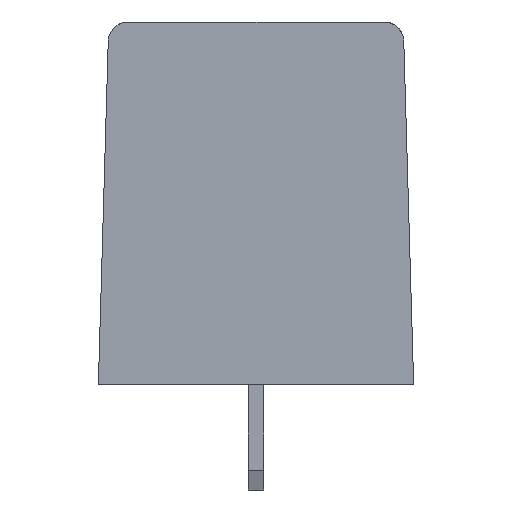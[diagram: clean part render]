
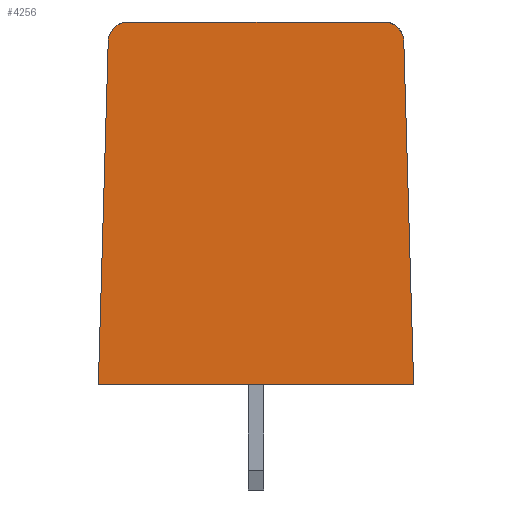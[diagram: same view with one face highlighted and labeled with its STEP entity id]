
A CAD part, left-side view. The second image highlights one B-rep face of the part: STEP entity #4256.
In plain terms, the highlighted planar face has unit normal (-1, 0, 0).
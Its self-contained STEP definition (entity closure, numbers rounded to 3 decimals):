
#4124 = VERTEX_POINT('',#4125);
#4125 = CARTESIAN_POINT('',(-0.625,6.5,18.4));
#4131 = EDGE_CURVE('',#4124,#4132,#4134,.T.);
#4132 = VERTEX_POINT('',#4133);
#4133 = CARTESIAN_POINT('',(-0.625,-6.5,18.4));
#4134 = LINE('',#4135,#4136);
#4135 = CARTESIAN_POINT('',(-0.625,8.,18.4));
#4136 = VECTOR('',#4137,1.);
#4137 = DIRECTION('',(0.,-1.,0.));
#4171 = VERTEX_POINT('',#4172);
#4172 = CARTESIAN_POINT('',(-0.625,7.5,17.429));
#4178 = EDGE_CURVE('',#4171,#4124,#4179,.T.);
#4179 = CIRCLE('',#4180,1.);
#4180 = AXIS2_PLACEMENT_3D('',#4181,#4182,#4183);
#4181 = CARTESIAN_POINT('',(-0.625,6.5,17.4));
#4182 = DIRECTION('',(1.,0.,0.));
#4183 = DIRECTION('',(0.,1.,0.));
#4237 = EDGE_CURVE('',#4132,#4238,#4240,.T.);
#4238 = VERTEX_POINT('',#4239);
#4239 = CARTESIAN_POINT('',(-0.625,-7.5,17.429));
#4240 = CIRCLE('',#4241,1.);
#4241 = AXIS2_PLACEMENT_3D('',#4242,#4243,#4244);
#4242 = CARTESIAN_POINT('',(-0.625,-6.5,17.4));
#4243 = DIRECTION('',(1.,0.,0.));
#4244 = DIRECTION('',(0.,1.,0.));
#4256 = ADVANCED_FACE('',(#4257),#4284,.T.);
#4257 = FACE_BOUND('',#4258,.T.);
#4258 = EDGE_LOOP('',(#4259,#4267,#4275,#4281,#4282,#4283));
#4259 = ORIENTED_EDGE('',*,*,#4260,.F.);
#4260 = EDGE_CURVE('',#4261,#4171,#4263,.T.);
#4261 = VERTEX_POINT('',#4262);
#4262 = CARTESIAN_POINT('',(-0.625,8.,0.));
#4263 = LINE('',#4264,#4265);
#4264 = CARTESIAN_POINT('',(-0.625,7.75,8.714));
#4265 = VECTOR('',#4266,1.);
#4266 = DIRECTION('',(0.,-0.029,1.));
#4267 = ORIENTED_EDGE('',*,*,#4268,.T.);
#4268 = EDGE_CURVE('',#4261,#4269,#4271,.T.);
#4269 = VERTEX_POINT('',#4270);
#4270 = CARTESIAN_POINT('',(-0.625,-8.,0.));
#4271 = LINE('',#4272,#4273);
#4272 = CARTESIAN_POINT('',(-0.625,8.,0.));
#4273 = VECTOR('',#4274,1.);
#4274 = DIRECTION('',(0.,-1.,0.));
#4275 = ORIENTED_EDGE('',*,*,#4276,.F.);
#4276 = EDGE_CURVE('',#4238,#4269,#4277,.T.);
#4277 = LINE('',#4278,#4279);
#4278 = CARTESIAN_POINT('',(-0.625,-7.993,0.229));
#4279 = VECTOR('',#4280,1.);
#4280 = DIRECTION('',(0.,-0.029,-1.));
#4281 = ORIENTED_EDGE('',*,*,#4237,.F.);
#4282 = ORIENTED_EDGE('',*,*,#4131,.F.);
#4283 = ORIENTED_EDGE('',*,*,#4178,.F.);
#4284 = PLANE('',#4285);
#4285 = AXIS2_PLACEMENT_3D('',#4286,#4287,#4288);
#4286 = CARTESIAN_POINT('',(-0.625,8.,0.));
#4287 = DIRECTION('',(-1.,0.,0.));
#4288 = DIRECTION('',(0.,0.,1.));
